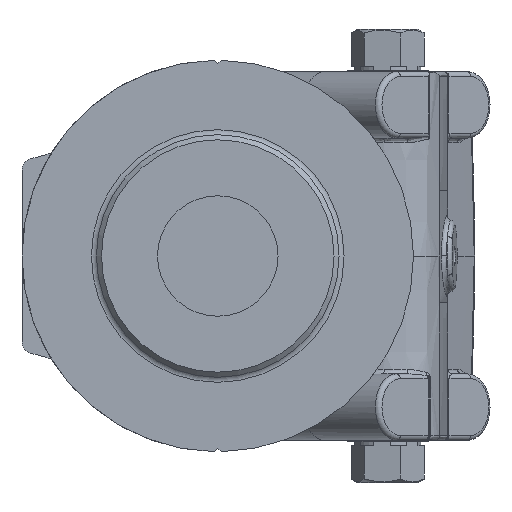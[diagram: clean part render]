
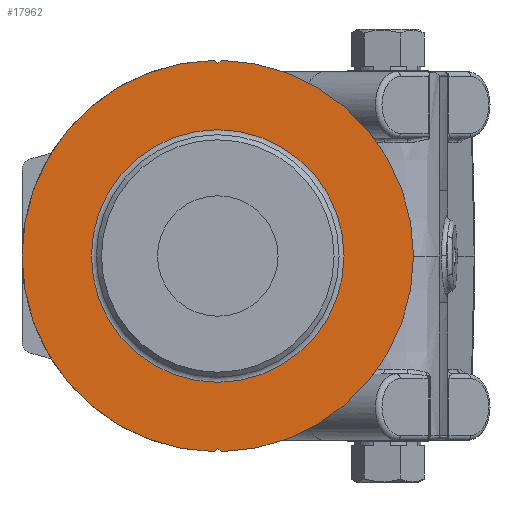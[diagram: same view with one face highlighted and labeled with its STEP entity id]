
A CAD part, left-side view. The second image highlights one B-rep face of the part: STEP entity #17962.
In plain terms, the highlighted planar face has unit normal (-1, 0, 0).
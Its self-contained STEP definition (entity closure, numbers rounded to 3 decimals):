
#2755 = VERTEX_POINT ( 'NONE', #15535 ) ;
#2768 = VERTEX_POINT ( 'NONE', #15548 ) ;
#2771 = VERTEX_POINT ( 'NONE', #15551 ) ;
#8406 = CARTESIAN_POINT ( 'NONE',  ( -64.2, 73.1, 82.486 ) ) ;
#8429 = CARTESIAN_POINT ( 'NONE',  ( -64.2, 73.1, -82.486 ) ) ;
#8432 = CARTESIAN_POINT ( 'NONE',  ( -64.2, 70.1, 82.486 ) ) ;
#10577 = FACE_OUTER_BOUND ( 'NONE', #11637, .T. ) ;
#10583 = FACE_BOUND ( 'NONE', #11608, .T. ) ;
#11052 = LINE ( 'NONE', #12451, #11059 ) ;
#11059 = VECTOR ( 'NONE', #12473, 1000. ) ;
#11094 = LINE ( 'NONE', #12805, #11096 ) ;
#11096 = VECTOR ( 'NONE', #12806, 1000. ) ;
#11101 = LINE ( 'NONE', #12920, #11116 ) ;
#11107 = LINE ( 'NONE', #12860, #11110 ) ;
#11110 = VECTOR ( 'NONE', #12861, 1000. ) ;
#11116 = VECTOR ( 'NONE', #12921, 1000. ) ;
#11122 = CIRCLE ( 'NONE', #13153, 82.5 ) ;
#11134 = CIRCLE ( 'NONE', #13156, 53.243 ) ;
#11237 = CIRCLE ( 'NONE', #13191, 82.5 ) ;
#11274 = VERTEX_POINT ( 'NONE', #16451 ) ;
#11608 = EDGE_LOOP ( 'NONE', ( #18133 ) ) ;
#11637 = EDGE_LOOP ( 'NONE', ( #18139, #18138, #18137, #18136, #18135, #18134 ) ) ;
#12451 = CARTESIAN_POINT ( 'NONE',  ( -64.2, 86.093, 66.493 ) ) ;
#12473 = DIRECTION ( 'NONE',  ( 0., -0.707, 0.707 ) ) ;
#12805 = CARTESIAN_POINT ( 'NONE',  ( -64.2, 5.107, 14.493 ) ) ;
#12806 = DIRECTION ( 'NONE',  ( 0., -0.707, -0.707 ) ) ;
#12860 = CARTESIAN_POINT ( 'NONE',  ( -64.2, 86.093, -66.493 ) ) ;
#12861 = DIRECTION ( 'NONE',  ( 0., 0.707, 0.707 ) ) ;
#12920 = CARTESIAN_POINT ( 'NONE',  ( -64.2, 5.107, -14.493 ) ) ;
#12921 = DIRECTION ( 'NONE',  ( 0., 0.707, -0.707 ) ) ;
#12964 = CARTESIAN_POINT ( 'NONE',  ( -64.2, 71.6, 0. ) ) ;
#12965 = DIRECTION ( 'NONE',  ( -1., 0., 0. ) ) ;
#12966 = DIRECTION ( 'NONE',  ( 0., 0., -1. ) ) ;
#13153 = AXIS2_PLACEMENT_3D ( 'NONE', #12964, #12965, #12966 ) ;
#13156 = AXIS2_PLACEMENT_3D ( 'NONE', #15648, #15649, #15650 ) ;
#13191 = AXIS2_PLACEMENT_3D ( 'NONE', #16243, #16244, #16245 ) ;
#13293 = AXIS2_PLACEMENT_3D ( 'NONE', #20278, #20290, #20292 ) ;
#15535 = CARTESIAN_POINT ( 'NONE',  ( -64.2, 71.6, 80.986 ) ) ;
#15548 = CARTESIAN_POINT ( 'NONE',  ( -64.2, 70.1, -82.486 ) ) ;
#15551 = CARTESIAN_POINT ( 'NONE',  ( -64.2, 71.6, -80.986 ) ) ;
#15648 = CARTESIAN_POINT ( 'NONE',  ( -64.2, 71.6, 0. ) ) ;
#15649 = DIRECTION ( 'NONE',  ( 1., 0., 0. ) ) ;
#15650 = DIRECTION ( 'NONE',  ( 0., 0., -1. ) ) ;
#16243 = CARTESIAN_POINT ( 'NONE',  ( -64.2, 71.6, 0. ) ) ;
#16244 = DIRECTION ( 'NONE',  ( -1., 0., 0. ) ) ;
#16245 = DIRECTION ( 'NONE',  ( 0., 0., -1. ) ) ;
#16451 = CARTESIAN_POINT ( 'NONE',  ( -64.2, 71.6, -53.243 ) ) ;
#16535 = VERTEX_POINT ( 'NONE', #8406 ) ;
#16554 = VERTEX_POINT ( 'NONE', #8429 ) ;
#16557 = VERTEX_POINT ( 'NONE', #8432 ) ;
#17962 = ADVANCED_FACE ( 'NONE', ( #10577, #10583 ), #20280, .T. ) ;
#18133 = ORIENTED_EDGE ( 'NONE', *, *, #24380, .T. ) ;
#18134 = ORIENTED_EDGE ( 'NONE', *, *, #24281, .F. ) ;
#18135 = ORIENTED_EDGE ( 'NONE', *, *, #24364, .T. ) ;
#18136 = ORIENTED_EDGE ( 'NONE', *, *, #24347, .F. ) ;
#18137 = ORIENTED_EDGE ( 'NONE', *, *, #24354, .F. ) ;
#18138 = ORIENTED_EDGE ( 'NONE', *, *, #24491, .T. ) ;
#18139 = ORIENTED_EDGE ( 'NONE', *, *, #24334, .F. ) ;
#20278 = CARTESIAN_POINT ( 'NONE',  ( -64.2, 19.6, 0. ) ) ;
#20280 = PLANE ( 'NONE',  #13293 ) ;
#20290 = DIRECTION ( 'NONE',  ( -1., 0., 0. ) ) ;
#20292 = DIRECTION ( 'NONE',  ( 0., 0., -1. ) ) ;
#24281 = EDGE_CURVE ( 'NONE', #2755, #16557, #11052, .T. ) ;
#24334 = EDGE_CURVE ( 'NONE', #16535, #2755, #11094, .T. ) ;
#24347 = EDGE_CURVE ( 'NONE', #2768, #2771, #11107, .T. ) ;
#24354 = EDGE_CURVE ( 'NONE', #2771, #16554, #11101, .T. ) ;
#24364 = EDGE_CURVE ( 'NONE', #2768, #16557, #11122, .T. ) ;
#24380 = EDGE_CURVE ( 'NONE', #11274, #11274, #11134, .T. ) ;
#24491 = EDGE_CURVE ( 'NONE', #16535, #16554, #11237, .T. ) ;
